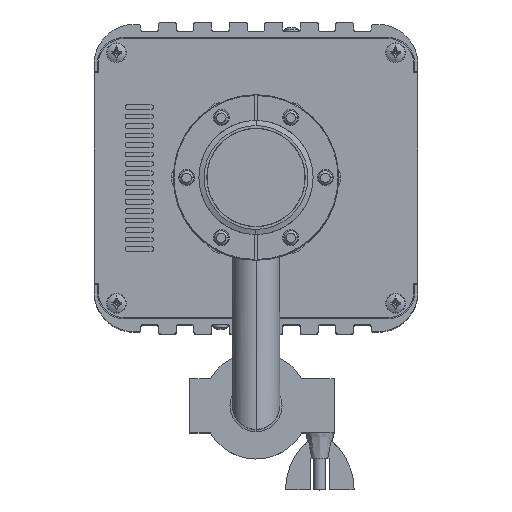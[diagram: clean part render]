
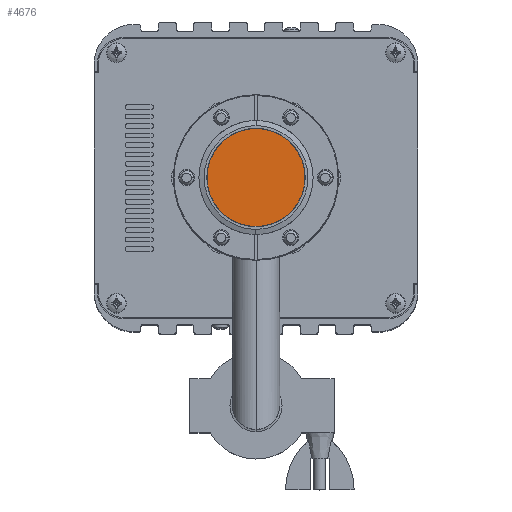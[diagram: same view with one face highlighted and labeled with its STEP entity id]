
A CAD part, top view. The second image highlights one B-rep face of the part: STEP entity #4676.
In plain terms, the highlighted planar face has unit normal (0, 0, 1).
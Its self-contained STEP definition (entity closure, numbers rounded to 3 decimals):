
#4676=ADVANCED_FACE('',(#29925),#29924,.F.);
#29924=PLANE('',#89290);
#29925=FACE_OUTER_BOUND('',#89291,.T.);
#89287=CARTESIAN_POINT('',(-26.932,43.06,-2.));
#89288=DIRECTION('',(0.,0.,-1.));
#89289=DIRECTION('',(1.,0.,0.));
#89290=AXIS2_PLACEMENT_3D('',#89287,#89288,#89289);
#89291=EDGE_LOOP('',(#134483,#134484));
#134483=ORIENTED_EDGE('',*,*,#160932,.T.);
#134484=ORIENTED_EDGE('',*,*,#160933,.T.);
#160932=EDGE_CURVE('',#207916,#207917,#207918,.T.);
#160933=EDGE_CURVE('',#207917,#207916,#207924,.T.);
#207916=VERTEX_POINT('',#305972);
#207917=VERTEX_POINT('',#305973);
#207918=CIRCLE('',#305977,20.717);
#207924=CIRCLE('',#305981,20.717);
#305972=CARTESIAN_POINT('',(-20.717,0.,-2.));
#305973=CARTESIAN_POINT('',(20.717,0.,-2.));
#305974=CARTESIAN_POINT('',(0.,0.,-2.));
#305975=DIRECTION('',(0.,0.,1.));
#305976=DIRECTION('',(-1.,0.,0.));
#305977=AXIS2_PLACEMENT_3D('',#305974,#305975,#305976);
#305978=CARTESIAN_POINT('',(0.,0.,-2.));
#305979=DIRECTION('',(0.,0.,1.));
#305980=DIRECTION('',(-1.,0.,0.));
#305981=AXIS2_PLACEMENT_3D('',#305978,#305979,#305980);
